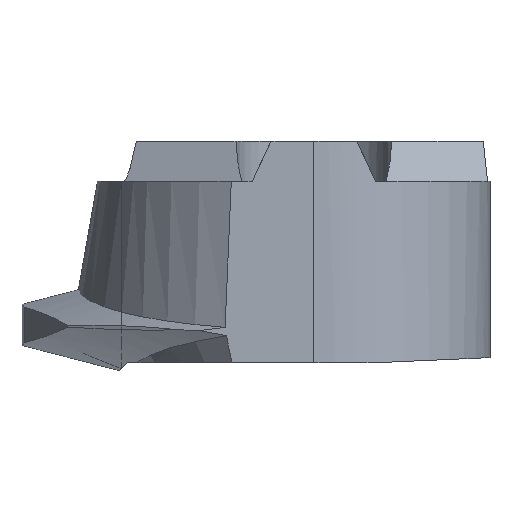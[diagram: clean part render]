
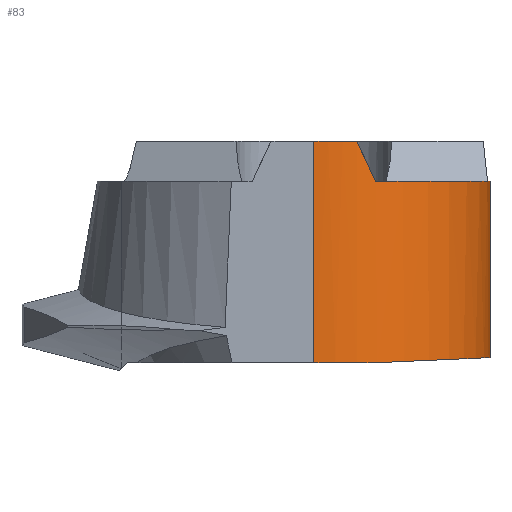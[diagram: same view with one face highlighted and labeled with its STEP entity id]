
A CAD part, front view. The second image highlights one B-rep face of the part: STEP entity #83.
In plain terms, the highlighted cylindrical face has radius 3.5 mm (diameter 7 mm), a partial arc.
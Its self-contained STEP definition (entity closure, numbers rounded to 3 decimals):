
#83=ADVANCED_FACE('',(#136),#126,.T.);
#126=CYLINDRICAL_SURFACE('',#912,3.5);
#136=FACE_OUTER_BOUND('',#181,.T.);
#181=EDGE_LOOP('',(#363,#364,#365,#366,#367,#368,#369));
#227=(
BOUNDED_CURVE()
B_SPLINE_CURVE(3,(#1251,#1252,#1253,#1254),.UNSPECIFIED.,.F.,.F.)
B_SPLINE_CURVE_WITH_KNOTS((4,4),(0.,1.),.UNSPECIFIED.)
CURVE()
GEOMETRIC_REPRESENTATION_ITEM()
RATIONAL_B_SPLINE_CURVE((1.,0.883,0.883,1.))
REPRESENTATION_ITEM('')
);
#228=(
BOUNDED_CURVE()
B_SPLINE_CURVE(3,(#1261,#1262,#1263,#1264),.UNSPECIFIED.,.F.,.F.)
B_SPLINE_CURVE_WITH_KNOTS((4,4),(0.,1.),.UNSPECIFIED.)
CURVE()
GEOMETRIC_REPRESENTATION_ITEM()
RATIONAL_B_SPLINE_CURVE((1.,0.999,0.999,1.))
REPRESENTATION_ITEM('')
);
#244=LINE('',#1257,#294);
#245=LINE('',#1268,#295);
#294=VECTOR('',#1009,1.);
#295=VECTOR('',#1014,1.);
#363=ORIENTED_EDGE('',*,*,#694,.T.);
#364=ORIENTED_EDGE('',*,*,#695,.T.);
#365=ORIENTED_EDGE('',*,*,#696,.T.);
#366=ORIENTED_EDGE('',*,*,#697,.T.);
#367=ORIENTED_EDGE('',*,*,#698,.T.);
#368=ORIENTED_EDGE('',*,*,#699,.F.);
#369=ORIENTED_EDGE('',*,*,#700,.T.);
#607=VERTEX_POINT('',#1255);
#608=VERTEX_POINT('',#1256);
#609=VERTEX_POINT('',#1258);
#610=VERTEX_POINT('',#1260);
#611=VERTEX_POINT('',#1265);
#612=VERTEX_POINT('',#1267);
#613=VERTEX_POINT('',#1269);
#694=EDGE_CURVE('',#607,#608,#227,.T.);
#695=EDGE_CURVE('',#608,#609,#244,.T.);
#696=EDGE_CURVE('',#609,#610,#808,.T.);
#697=EDGE_CURVE('',#610,#611,#228,.T.);
#698=EDGE_CURVE('',#611,#612,#809,.T.);
#699=EDGE_CURVE('',#613,#612,#245,.T.);
#700=EDGE_CURVE('',#613,#607,#810,.T.);
#808=CIRCLE('',#909,3.5);
#809=CIRCLE('',#910,3.5);
#810=CIRCLE('',#911,3.5);
#909=AXIS2_PLACEMENT_3D('',#1259,#1010,#1011);
#910=AXIS2_PLACEMENT_3D('',#1266,#1012,#1013);
#911=AXIS2_PLACEMENT_3D('',#1270,#1015,#1016);
#912=AXIS2_PLACEMENT_3D('',#1271,#1017,#1018);
#1009=DIRECTION('',(0.,0.,1.));
#1010=DIRECTION('',(0.,0.,-1.));
#1011=DIRECTION('',(1.,0.,0.));
#1012=DIRECTION('',(0.,0.,-1.));
#1013=DIRECTION('',(1.,0.,0.));
#1014=DIRECTION('',(0.,0.,1.));
#1015=DIRECTION('',(0.,0.,1.));
#1016=DIRECTION('',(-1.,0.,0.));
#1017=DIRECTION('',(0.,0.,1.));
#1018=DIRECTION('',(1.,0.,0.));
#1251=CARTESIAN_POINT('',(1.26,-3.265,-3.6));
#1252=CARTESIAN_POINT('',(2.654,-2.727,-3.538));
#1253=CARTESIAN_POINT('',(3.5,-1.495,-3.5));
#1254=CARTESIAN_POINT('',(3.5,0.,-3.5));
#1255=CARTESIAN_POINT('',(1.26,-3.265,-3.6));
#1256=CARTESIAN_POINT('',(3.5,0.,-3.5));
#1257=CARTESIAN_POINT('',(3.5,0.,-4.));
#1258=CARTESIAN_POINT('',(3.5,0.,0.));
#1259=CARTESIAN_POINT('',(0.,0.,0.));
#1260=CARTESIAN_POINT('',(1.226,-3.278,0.));
#1261=CARTESIAN_POINT('',(1.226,-3.278,0.));
#1262=CARTESIAN_POINT('',(1.104,-3.324,0.262));
#1263=CARTESIAN_POINT('',(0.98,-3.363,0.529));
#1264=CARTESIAN_POINT('',(0.853,-3.394,0.8));
#1265=CARTESIAN_POINT('',(0.853,-3.394,0.8));
#1266=CARTESIAN_POINT('',(0.,0.,0.8));
#1267=CARTESIAN_POINT('',(0.,-3.5,0.8));
#1268=CARTESIAN_POINT('',(0.,-3.5,-4.));
#1269=CARTESIAN_POINT('',(0.,-3.5,-3.6));
#1270=CARTESIAN_POINT('',(0.,0.,-3.6));
#1271=CARTESIAN_POINT('',(0.,0.,-4.));
